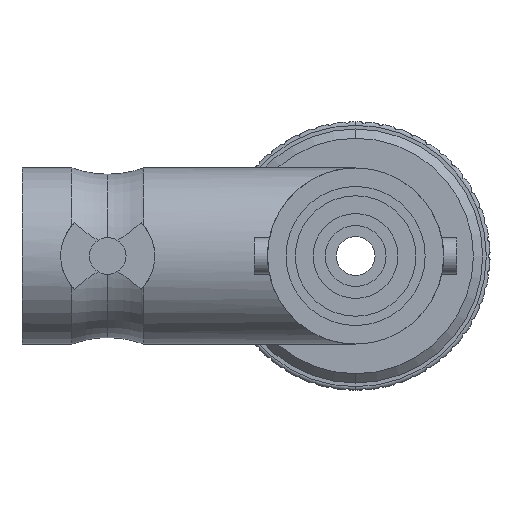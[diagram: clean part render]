
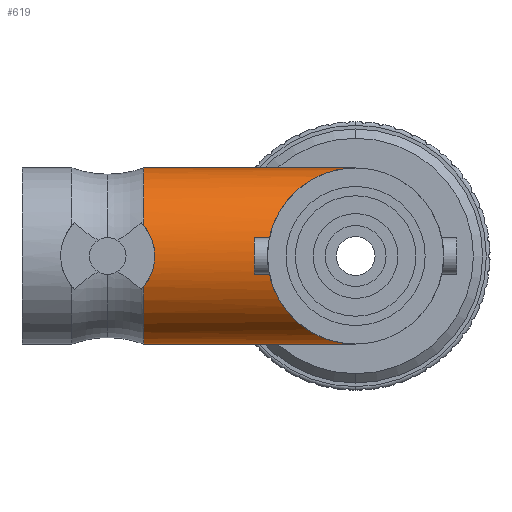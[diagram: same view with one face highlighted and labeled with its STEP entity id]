
A CAD part, left-side view. The second image highlights one B-rep face of the part: STEP entity #619.
In plain terms, the highlighted cylindrical face has radius 4.75 mm (diameter 9.5 mm), a partial arc.
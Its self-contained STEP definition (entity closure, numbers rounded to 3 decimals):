
#164 = ORIENTED_EDGE ( 'NONE', *, *, #4894, .T. ) ;
#325 = EDGE_CURVE ( 'NONE', #5997, #2685, #9034, .T. ) ;
#375 = CARTESIAN_POINT ( 'NONE',  ( -13.944, 56.319, 4.75 ) ) ;
#462 = VERTEX_POINT ( 'NONE', #3181 ) ;
#588 = CYLINDRICAL_SURFACE ( 'NONE', #4005, 4.75 ) ;
#619 = ADVANCED_FACE ( 'NONE', ( #2455 ), #588, .T. ) ;
#792 = DIRECTION ( 'NONE',  ( 0., 0., 1. ) ) ;
#877 = CARTESIAN_POINT ( 'NONE',  ( -13.944, 0., -4.75 ) ) ;
#889 = ORIENTED_EDGE ( 'NONE', *, *, #3523, .F. ) ;
#1967 = ORIENTED_EDGE ( 'NONE', *, *, #6852, .F. ) ;
#2155 = CIRCLE ( 'NONE', #6373, 4.75 ) ;
#2290 = DIRECTION ( 'NONE',  ( 0., 0., 1. ) ) ;
#2455 = FACE_OUTER_BOUND ( 'NONE', #9633, .T. ) ;
#2492 = CARTESIAN_POINT ( 'NONE',  ( -18.398, 11.439, -1.651 ) ) ;
#2685 = VERTEX_POINT ( 'NONE', #5778 ) ;
#2742 = EDGE_CURVE ( 'NONE', #462, #6479, #8955, .T. ) ;
#2799 = CARTESIAN_POINT ( 'NONE',  ( -18.658, 10.896, 0.599 ) ) ;
#2984 = CARTESIAN_POINT ( 'NONE',  ( -13.944, 56.319, -4.75 ) ) ;
#3141 = CARTESIAN_POINT ( 'NONE',  ( -13.944, 0., -4.75 ) ) ;
#3181 = CARTESIAN_POINT ( 'NONE',  ( -13.944, 0., 4.75 ) ) ;
#3523 = EDGE_CURVE ( 'NONE', #11276, #5997, #2155, .T. ) ;
#3566 = DIRECTION ( 'NONE',  ( 0., -1., 0. ) ) ;
#4005 = AXIS2_PLACEMENT_3D ( 'NONE', #7522, #3566, #7585 ) ;
#4106 = VECTOR ( 'NONE', #8051, 1000. ) ;
#4392 = CARTESIAN_POINT ( 'NONE',  ( -13.944, 11.439, 0. ) ) ;
#4894 = EDGE_CURVE ( 'NONE', #11276, #6479, #9890, .T. ) ;
#5029 = CARTESIAN_POINT ( 'NONE',  ( -18.398, 11.439, -1.651 ) ) ;
#5094 = DIRECTION ( 'NONE',  ( 0., 1., 0. ) ) ;
#5778 = CARTESIAN_POINT ( 'NONE',  ( -18.398, 11.439, 1.651 ) ) ;
#5997 = VERTEX_POINT ( 'NONE', #2492 ) ;
#6373 = AXIS2_PLACEMENT_3D ( 'NONE', #9825, #5094, #792 ) ;
#6384 = LINE ( 'NONE', #375, #12651 ) ;
#6398 = AXIS2_PLACEMENT_3D ( 'NONE', #4392, #12584, #2290 ) ;
#6479 = VERTEX_POINT ( 'NONE', #877 ) ;
#6745 = CARTESIAN_POINT ( 'NONE',  ( -18.583, 11.043, -1.031 ) ) ;
#6816 = CARTESIAN_POINT ( 'NONE',  ( -18.637, 10.937, -0.749 ) ) ;
#6852 = EDGE_CURVE ( 'NONE', #10040, #462, #6384, .T. ) ;
#6943 = CARTESIAN_POINT ( 'NONE',  ( -18.44, 11.343, -1.539 ) ) ;
#6981 = ORIENTED_EDGE ( 'NONE', *, *, #2742, .F. ) ;
#7123 = DIRECTION ( 'NONE',  ( 0., -1., 0. ) ) ;
#7522 = CARTESIAN_POINT ( 'NONE',  ( -13.944, 56.319, 0. ) ) ;
#7585 = DIRECTION ( 'NONE',  ( 0., 0., -1. ) ) ;
#7925 = CARTESIAN_POINT ( 'NONE',  ( -18.481, 11.247, 1.426 ) ) ;
#7951 = CARTESIAN_POINT ( 'NONE',  ( -13.944, 11.439, -4.75 ) ) ;
#8051 = DIRECTION ( 'NONE',  ( 0., -1., 0. ) ) ;
#8056 = CARTESIAN_POINT ( 'NONE',  ( -18.479, 11.258, -1.419 ) ) ;
#8834 = CARTESIAN_POINT ( 'NONE',  ( -18.686, 10.843, -0.308 ) ) ;
#8894 = CARTESIAN_POINT ( 'NONE',  ( -18.658, 10.898, -0.604 ) ) ;
#8955 =( BOUNDED_CURVE ( )  B_SPLINE_CURVE ( 3, ( #12906, #11048, #12181, #3141 ),
 .UNSPECIFIED., .F., .F. ) 
 B_SPLINE_CURVE_WITH_KNOTS ( ( 4, 4 ),
 ( 4.712, 7.854 ),
 .UNSPECIFIED. ) 
 CURVE ( )  GEOMETRIC_REPRESENTATION_ITEM ( )  RATIONAL_B_SPLINE_CURVE ( ( 1., 0.333, 0.333, 1. ) ) 
 REPRESENTATION_ITEM ( '' )  );
#8965 = EDGE_CURVE ( 'NONE', #2685, #10040, #10185, .T. ) ;
#8966 = CARTESIAN_POINT ( 'NONE',  ( -18.694, 10.829, -0.154 ) ) ;
#9034 = B_SPLINE_CURVE_WITH_KNOTS ( 'NONE', 3,
 ( #5029, #6943, #8056, #9832, #6745, #6816, #8894, #8834, #8966, #11966, #9961, #2799, #12031, #10959, #7925, #10825 ),
 .UNSPECIFIED., .F., .F.,
 ( 4, 2, 2, 2, 2, 2, 2, 4 ),
 ( 0., 0., 0.001, 0.001, 0.002, 0.002, 0.003, 0.004 ),
 .UNSPECIFIED. ) ;
#9508 = ORIENTED_EDGE ( 'NONE', *, *, #8965, .F. ) ;
#9593 = CARTESIAN_POINT ( 'NONE',  ( -13.944, 11.439, 4.75 ) ) ;
#9633 = EDGE_LOOP ( 'NONE', ( #1967, #9508, #9649, #889, #164, #6981 ) ) ;
#9649 = ORIENTED_EDGE ( 'NONE', *, *, #325, .F. ) ;
#9825 = CARTESIAN_POINT ( 'NONE',  ( -13.944, 11.439, 0. ) ) ;
#9832 = CARTESIAN_POINT ( 'NONE',  ( -18.551, 11.108, -1.166 ) ) ;
#9890 = LINE ( 'NONE', #2984, #4106 ) ;
#9961 = CARTESIAN_POINT ( 'NONE',  ( -18.687, 10.843, 0.301 ) ) ;
#10040 = VERTEX_POINT ( 'NONE', #9593 ) ;
#10185 = CIRCLE ( 'NONE', #6398, 4.75 ) ;
#10825 = CARTESIAN_POINT ( 'NONE',  ( -18.398, 11.439, 1.651 ) ) ;
#10959 = CARTESIAN_POINT ( 'NONE',  ( -18.557, 11.094, 1.167 ) ) ;
#11048 = CARTESIAN_POINT ( 'NONE',  ( -23.444, 9.5, 4.75 ) ) ;
#11276 = VERTEX_POINT ( 'NONE', #7951 ) ;
#11966 = CARTESIAN_POINT ( 'NONE',  ( -18.694, 10.829, 0.151 ) ) ;
#12031 = CARTESIAN_POINT ( 'NONE',  ( -18.637, 10.937, 0.747 ) ) ;
#12181 = CARTESIAN_POINT ( 'NONE',  ( -23.444, 9.5, -4.75 ) ) ;
#12584 = DIRECTION ( 'NONE',  ( 0., 1., 0. ) ) ;
#12651 = VECTOR ( 'NONE', #7123, 1000. ) ;
#12906 = CARTESIAN_POINT ( 'NONE',  ( -13.944, 0., 4.75 ) ) ;
